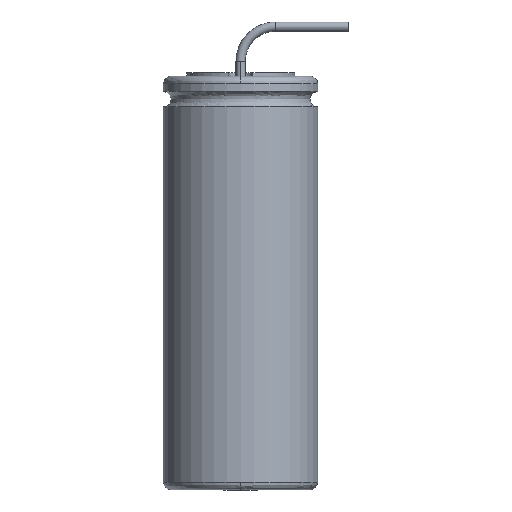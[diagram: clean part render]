
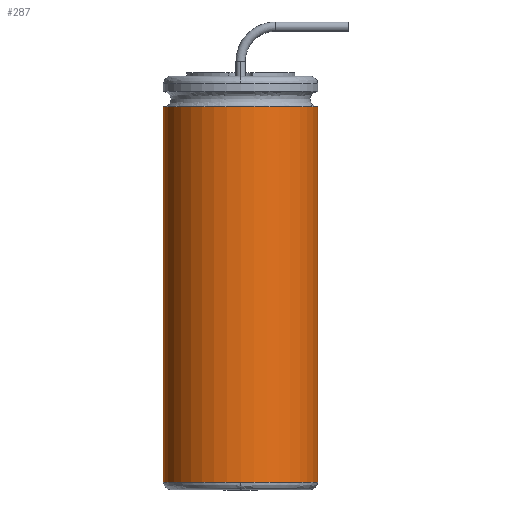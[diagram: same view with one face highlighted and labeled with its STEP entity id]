
A CAD part, left-side view. The second image highlights one B-rep face of the part: STEP entity #287.
In plain terms, the highlighted cylindrical face has radius 5 mm (diameter 10 mm), a partial arc.
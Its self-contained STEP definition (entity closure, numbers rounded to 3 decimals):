
#21 = DIRECTION ( 'NONE',  ( 0., -1., 0. ) ) ;
#39 = DIRECTION ( 'NONE',  ( 0., 0., -1. ) ) ;
#100 = VECTOR ( 'NONE', #1760, 1000. ) ;
#287 = ADVANCED_FACE ( 'NONE', ( #1530 ), #1815, .T. ) ;
#316 = CARTESIAN_POINT ( 'NONE',  ( 0., 29.5, 0. ) ) ;
#341 = CARTESIAN_POINT ( 'NONE',  ( 0., 5.2, 5. ) ) ;
#381 = EDGE_CURVE ( 'NONE', #1133, #2464, #2917, .T. ) ;
#392 = VERTEX_POINT ( 'NONE', #1624 ) ;
#533 = CARTESIAN_POINT ( 'NONE',  ( 0., 29.5, 0. ) ) ;
#562 = VECTOR ( 'NONE', #1094, 1000. ) ;
#687 = DIRECTION ( 'NONE',  ( 0., 0., -1. ) ) ;
#790 = CARTESIAN_POINT ( 'NONE',  ( 0., 29.5, 10. ) ) ;
#979 = EDGE_CURVE ( 'NONE', #392, #3785, #1209, .T. ) ;
#1000 = CARTESIAN_POINT ( 'NONE',  ( 0., 29.5, 5. ) ) ;
#1031 = ORIENTED_EDGE ( 'NONE', *, *, #3578, .F. ) ;
#1094 = DIRECTION ( 'NONE',  ( 0., -1., 0. ) ) ;
#1117 = AXIS2_PLACEMENT_3D ( 'NONE', #341, #2184, #39 ) ;
#1133 = VERTEX_POINT ( 'NONE', #790 ) ;
#1173 = AXIS2_PLACEMENT_3D ( 'NONE', #2163, #21, #687 ) ;
#1183 = CARTESIAN_POINT ( 'NONE',  ( -5., 29.5, 5. ) ) ;
#1208 = EDGE_LOOP ( 'NONE', ( #1031, #2004, #2939, #1608, #1828 ) ) ;
#1209 = CIRCLE ( 'NONE', #1117, 5. ) ;
#1223 = EDGE_CURVE ( 'NONE', #2326, #392, #2067, .T. ) ;
#1240 = AXIS2_PLACEMENT_3D ( 'NONE', #1000, #3425, #2472 ) ;
#1530 = FACE_OUTER_BOUND ( 'NONE', #1208, .T. ) ;
#1545 = DIRECTION ( 'NONE',  ( 0., 0., -1. ) ) ;
#1578 = EDGE_CURVE ( 'NONE', #2464, #2326, #3394, .T. ) ;
#1608 = ORIENTED_EDGE ( 'NONE', *, *, #1223, .T. ) ;
#1624 = CARTESIAN_POINT ( 'NONE',  ( 0., 5.2, 0. ) ) ;
#1690 = CARTESIAN_POINT ( 'NONE',  ( 0., 29.5, 10. ) ) ;
#1760 = DIRECTION ( 'NONE',  ( 0., -1., 0. ) ) ;
#1815 = CYLINDRICAL_SURFACE ( 'NONE', #1240, 5. ) ;
#1828 = ORIENTED_EDGE ( 'NONE', *, *, #979, .T. ) ;
#1851 = AXIS2_PLACEMENT_3D ( 'NONE', #2709, #2392, #1545 ) ;
#2004 = ORIENTED_EDGE ( 'NONE', *, *, #381, .T. ) ;
#2067 = LINE ( 'NONE', #533, #100 ) ;
#2163 = CARTESIAN_POINT ( 'NONE',  ( 0., 29.5, 5. ) ) ;
#2184 = DIRECTION ( 'NONE',  ( 0., 1., 0. ) ) ;
#2326 = VERTEX_POINT ( 'NONE', #316 ) ;
#2392 = DIRECTION ( 'NONE',  ( 0., -1., 0. ) ) ;
#2464 = VERTEX_POINT ( 'NONE', #1183 ) ;
#2472 = DIRECTION ( 'NONE',  ( 0., 0., -1. ) ) ;
#2709 = CARTESIAN_POINT ( 'NONE',  ( 0., 29.5, 5. ) ) ;
#2917 = CIRCLE ( 'NONE', #1173, 5. ) ;
#2939 = ORIENTED_EDGE ( 'NONE', *, *, #1578, .T. ) ;
#3394 = CIRCLE ( 'NONE', #1851, 5. ) ;
#3425 = DIRECTION ( 'NONE',  ( 0., -1., 0. ) ) ;
#3578 = EDGE_CURVE ( 'NONE', #1133, #3785, #3885, .T. ) ;
#3639 = CARTESIAN_POINT ( 'NONE',  ( 0., 5.2, 10. ) ) ;
#3785 = VERTEX_POINT ( 'NONE', #3639 ) ;
#3885 = LINE ( 'NONE', #1690, #562 ) ;
